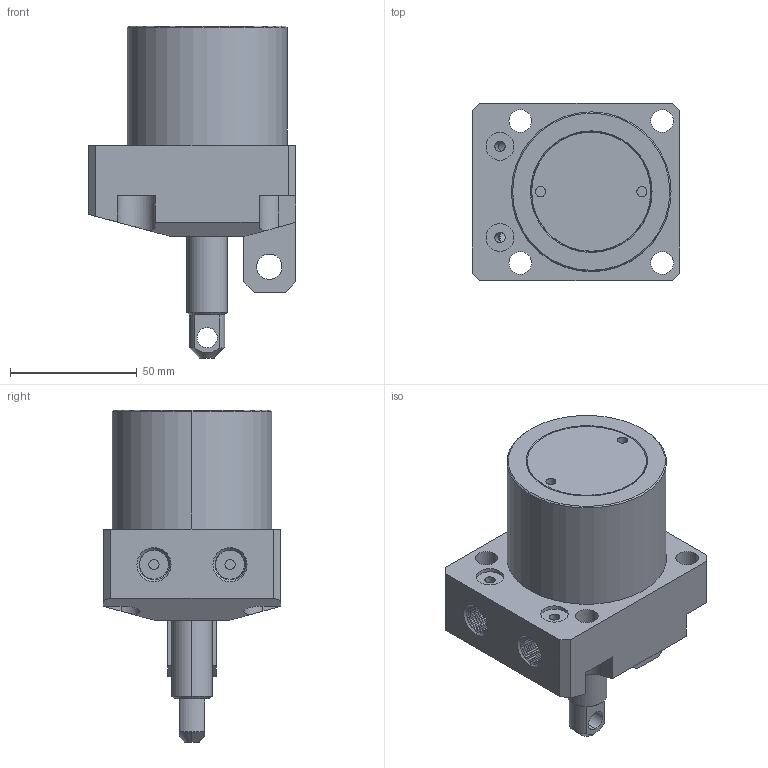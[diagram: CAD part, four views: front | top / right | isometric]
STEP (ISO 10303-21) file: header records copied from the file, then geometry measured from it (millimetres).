
FILE_DESCRIPTION (( 'STEP AP203' ), '1' );
FILE_NAME ('CLKA-065P.STEP', '2018-07-14T08:22:20', ( '' ), ( '' ), 'SwSTEP 2.0', 'SolidWorks 2015', '' );
FILE_SCHEMA (( 'CONFIG_CONTROL_DESIGN' ));
Length unit declared in the file: millimetre
Products named in the file (1): CLKA-065P
Bounding box: 82 x 70 x 131 mm (x, y, z)
Volume: 331062 mm3; surface area: 38993.1 mm2
Topology: 1 solids, 1 shells, 164 faces, 433 edges, 282 vertices
Faces by surface type: cylinder 87, plane 52, cone 17, bspline 6, torus 2
Entity records: 8330 total; most frequent: CARTESIAN_POINT 4450, ORIENTED_EDGE 866, DIRECTION 725, EDGE_CURVE 433, VERTEX_POINT 282, AXIS2_PLACEMENT_3D 264, VECTOR 197, LINE 197
